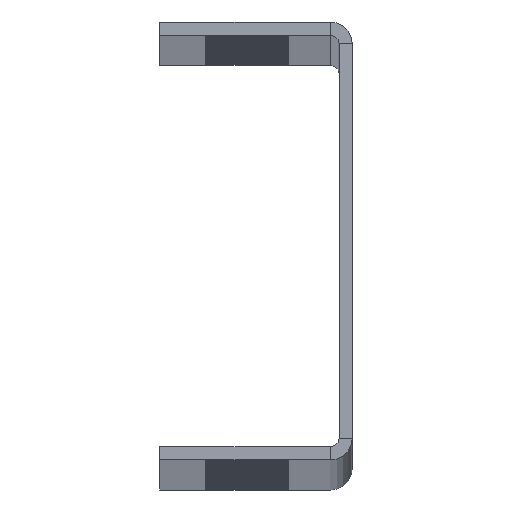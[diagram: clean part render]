
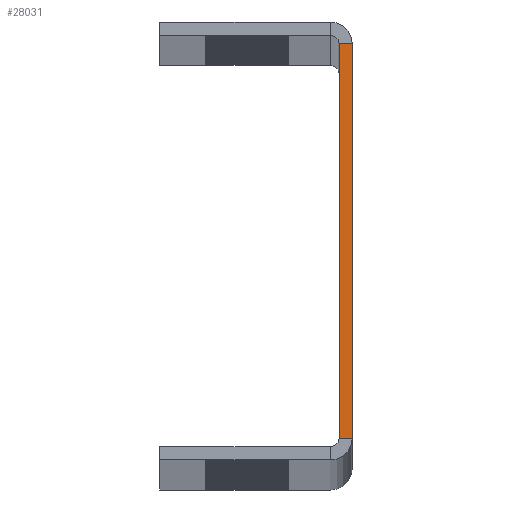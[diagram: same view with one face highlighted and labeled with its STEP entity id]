
A CAD part, top view. The second image highlights one B-rep face of the part: STEP entity #28031.
In plain terms, the highlighted planar face has unit normal (0, 0, 1).
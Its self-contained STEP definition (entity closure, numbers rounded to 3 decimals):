
#2931 = EDGE_CURVE ( 'NONE', #4482, #93134, #27568, .T. ) ;
#3155 = DIRECTION ( 'NONE',  ( 0., -1., 0. ) ) ;
#4482 = VERTEX_POINT ( 'NONE', #34026 ) ;
#5534 = LINE ( 'NONE', #36783, #67452 ) ;
#10282 = ORIENTED_EDGE ( 'NONE', *, *, #29048, .T. ) ;
#10766 = CARTESIAN_POINT ( 'NONE',  ( 22., 0., 1964. ) ) ;
#17138 = ORIENTED_EDGE ( 'NONE', *, *, #2931, .T. ) ;
#21358 = CARTESIAN_POINT ( 'NONE',  ( 22., -47.5, 1964. ) ) ;
#22178 = DIRECTION ( 'NONE',  ( 1., 0., 0. ) ) ;
#25704 = DIRECTION ( 'NONE',  ( -1., 0., 0. ) ) ;
#27167 = DIRECTION ( 'NONE',  ( 0., 0., 1. ) ) ;
#27568 = LINE ( 'NONE', #59317, #95112 ) ;
#28031 = ADVANCED_FACE ( 'NONE', ( #34738 ), #35225, .T. ) ;
#29048 = EDGE_CURVE ( 'NONE', #88850, #4482, #94747, .T. ) ;
#29238 = AXIS2_PLACEMENT_3D ( 'NONE', #65501, #27167, #57910 ) ;
#30444 = ORIENTED_EDGE ( 'NONE', *, *, #39933, .F. ) ;
#34026 = CARTESIAN_POINT ( 'NONE',  ( 20.5, -2.5, 1964. ) ) ;
#34738 = FACE_OUTER_BOUND ( 'NONE', #46474, .T. ) ;
#35225 = PLANE ( 'NONE',  #29238 ) ;
#36783 = CARTESIAN_POINT ( 'NONE',  ( 20.5, -47.5, 1964. ) ) ;
#39933 = EDGE_CURVE ( 'NONE', #88850, #70626, #42487, .T. ) ;
#42487 = LINE ( 'NONE', #10766, #43813 ) ;
#43813 = VECTOR ( 'NONE', #3155, 1000. ) ;
#46474 = EDGE_LOOP ( 'NONE', ( #10282, #17138, #94858, #30444 ) ) ;
#46664 = EDGE_CURVE ( 'NONE', #93134, #70626, #5534, .T. ) ;
#57910 = DIRECTION ( 'NONE',  ( 0., -1., 0. ) ) ;
#59317 = CARTESIAN_POINT ( 'NONE',  ( 20.5, 0., 1964. ) ) ;
#65501 = CARTESIAN_POINT ( 'NONE',  ( 20.5, -25., 1964. ) ) ;
#67452 = VECTOR ( 'NONE', #22178, 1000. ) ;
#67760 = CARTESIAN_POINT ( 'NONE',  ( 22., -2.5, 1964. ) ) ;
#70093 = CARTESIAN_POINT ( 'NONE',  ( 22., -2.5, 1964. ) ) ;
#70626 = VERTEX_POINT ( 'NONE', #21358 ) ;
#71193 = CARTESIAN_POINT ( 'NONE',  ( 20.5, -47.5, 1964. ) ) ;
#73595 = VECTOR ( 'NONE', #25704, 1000. ) ;
#88850 = VERTEX_POINT ( 'NONE', #67760 ) ;
#93134 = VERTEX_POINT ( 'NONE', #71193 ) ;
#94747 = LINE ( 'NONE', #70093, #73595 ) ;
#94858 = ORIENTED_EDGE ( 'NONE', *, *, #46664, .T. ) ;
#95112 = VECTOR ( 'NONE', #98601, 1000. ) ;
#98601 = DIRECTION ( 'NONE',  ( 0., -1., 0. ) ) ;
